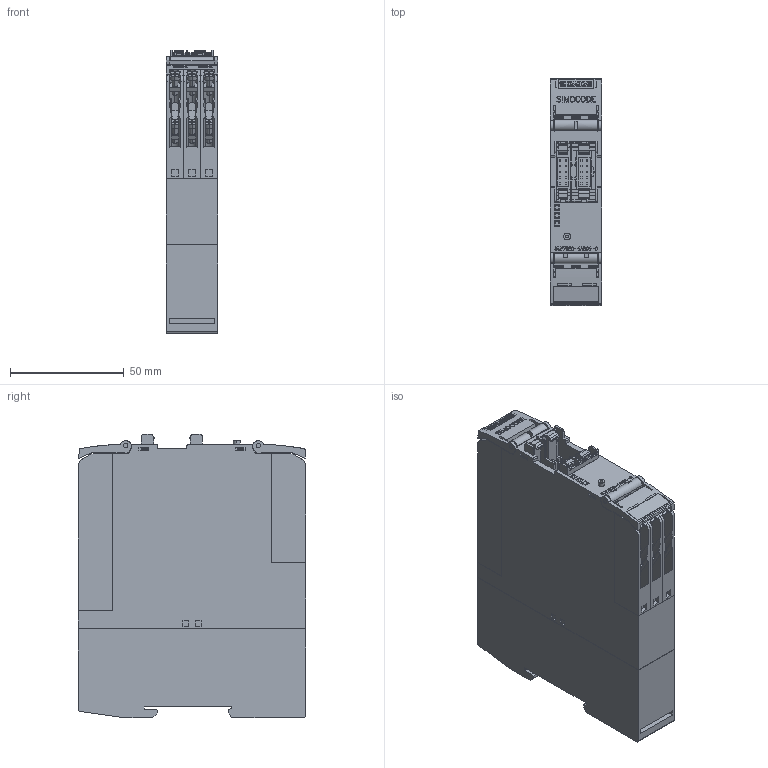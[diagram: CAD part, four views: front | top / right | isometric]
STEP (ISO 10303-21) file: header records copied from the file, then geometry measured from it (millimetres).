
FILE_DESCRIPTION(('STEP AP214'),'1');
FILE_NAME('cctmp_3196F1A6-FDBB-464A-98F7-39F130E8918C_2023_07_21_14_48_08_0224..stp','2023-07-21T12:48:11',('SIEMENS A&D'),('CADClick - www.CADClick.com'),'Spatial InterOp 3D postprocessed',' ','unknown authorization');
FILE_SCHEMA(('AUTOMOTIVE_DESIGN'));
Length unit declared in the file: millimetre
Products named in the file (1): 2023_07_21_14_48_08_0083
Bounding box: 22.5 x 100 x 124.5 mm (x, y, z)
Volume: 243798.1 mm3; surface area: 60324.8 mm2
Topology: 1 solids, 10 shells, 2895 faces, 8229 edges, 5460 vertices
Faces by surface type: plane 2386, cylinder 489, torus 16, sphere 4
Entity records: 157244 total; most frequent: CARTESIAN_POINT 17027, STYLED_ITEM 16573, PRESENTATION_STYLE_ASSIGNMENT 16573, ORIENTED_EDGE 16434, DIRECTION 15336, EDGE_CURVE 8217, CURVE_STYLE 8217, DRAUGHTING_PRE_DEFINED_CURVE_FONT 8217
